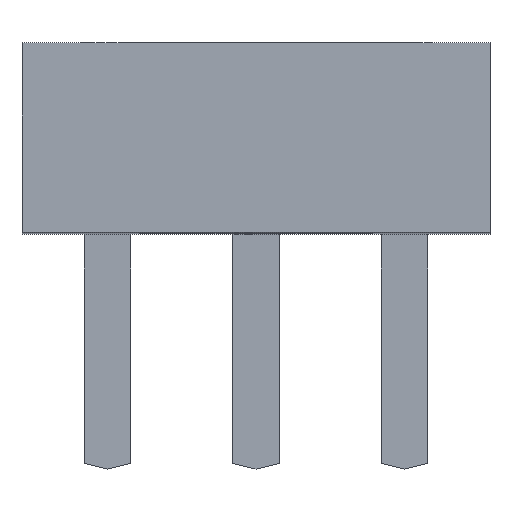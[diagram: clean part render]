
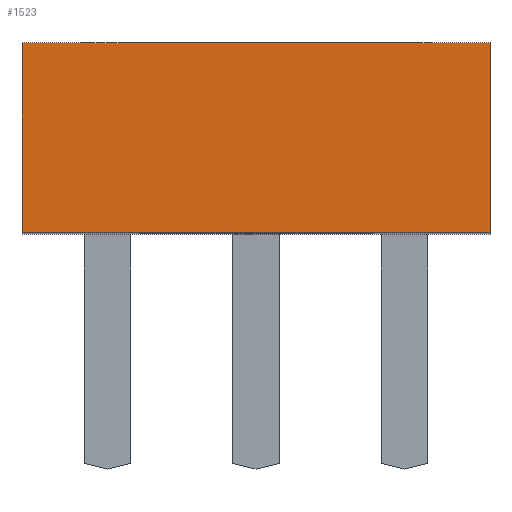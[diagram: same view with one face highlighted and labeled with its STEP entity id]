
A CAD part, top view. The second image highlights one B-rep face of the part: STEP entity #1523.
In plain terms, the highlighted planar face has unit normal (0, 0, 1).
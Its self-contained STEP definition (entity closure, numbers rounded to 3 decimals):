
#105=PLANE('',#1629);
#172=FACE_OUTER_BOUND('',#250,.T.);
#250=EDGE_LOOP('',(#1242,#1243,#1244,#1245));
#382=LINE('',#2286,#563);
#409=LINE('',#2342,#590);
#410=LINE('',#2345,#591);
#411=LINE('',#2346,#592);
#563=VECTOR('',#1855,1.);
#590=VECTOR('',#1894,1.);
#591=VECTOR('',#1897,1.);
#592=VECTOR('',#1898,1.);
#764=VERTEX_POINT('',#2283);
#765=VERTEX_POINT('',#2285);
#788=VERTEX_POINT('',#2340);
#789=VERTEX_POINT('',#2344);
#930=EDGE_CURVE('',#764,#765,#382,.T.);
#960=EDGE_CURVE('',#764,#788,#409,.T.);
#961=EDGE_CURVE('',#788,#789,#410,.T.);
#962=EDGE_CURVE('',#765,#789,#411,.T.);
#1242=ORIENTED_EDGE('',*,*,#960,.T.);
#1243=ORIENTED_EDGE('',*,*,#961,.T.);
#1244=ORIENTED_EDGE('',*,*,#962,.F.);
#1245=ORIENTED_EDGE('',*,*,#930,.F.);
#1523=ADVANCED_FACE('',(#172),#105,.T.);
#1629=AXIS2_PLACEMENT_3D('',#2343,#1895,#1896);
#1855=DIRECTION('',(0.,1.,0.));
#1894=DIRECTION('',(1.,0.,0.));
#1895=DIRECTION('center_axis',(0.,0.,1.));
#1896=DIRECTION('ref_axis',(0.,1.,0.));
#1897=DIRECTION('',(0.,1.,0.));
#1898=DIRECTION('',(1.,0.,0.));
#2283=CARTESIAN_POINT('',(-1.46,-1.24,14.));
#2285=CARTESIAN_POINT('',(-1.46,2.,14.));
#2286=CARTESIAN_POINT('',(-1.46,-1.24,14.));
#2340=CARTESIAN_POINT('',(6.54,-1.24,14.));
#2342=CARTESIAN_POINT('',(-1.46,-1.24,14.));
#2343=CARTESIAN_POINT('Origin',(-1.46,-1.24,14.));
#2344=CARTESIAN_POINT('',(6.54,2.,14.));
#2345=CARTESIAN_POINT('',(6.54,-1.24,14.));
#2346=CARTESIAN_POINT('',(-1.46,2.,14.));
